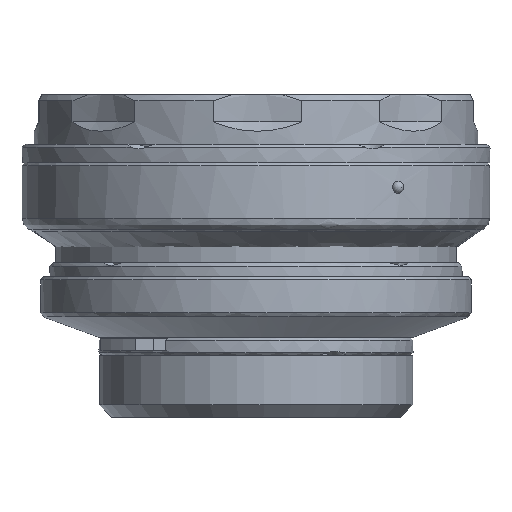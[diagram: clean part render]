
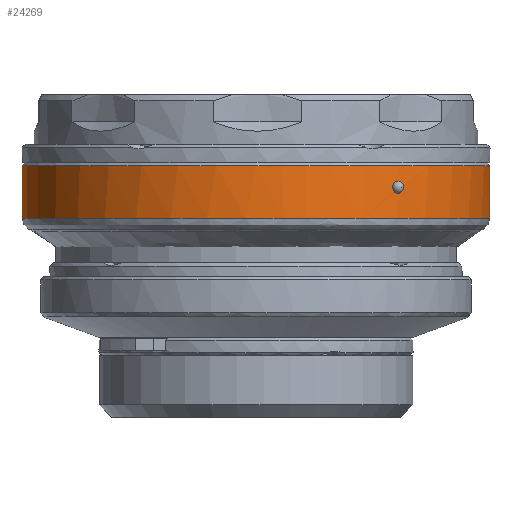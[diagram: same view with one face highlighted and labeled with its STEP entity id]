
A CAD part, left-side view. The second image highlights one B-rep face of the part: STEP entity #24269.
In plain terms, the highlighted cylindrical face has radius 38 mm (diameter 76 mm), a full revolution.
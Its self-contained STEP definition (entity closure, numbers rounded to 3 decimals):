
#941=B_SPLINE_CURVE_WITH_KNOTS('',3,(#54968,#54969,#54970,#54971,#54972,
#54973,#54974,#54975,#54976,#54977,#54978,#54979,#54980,#54981,#54982,#54983,
#54984,#54985,#54986,#54987,#54988,#54989,#54990,#54991,#54992,#54993,#54994,
#54995,#54996,#54997,#54998,#54999,#55000,#55001,#55002,#55003,#55004,#55005,
#55006,#55007,#55008,#55009,#55010,#55011,#55012,#55013,#55014,#55015,#55016,
#55017,#55018,#55019,#55020,#55021,#55022,#55023),.UNSPECIFIED.,.T.,.F.,
(1,1,1,1,1,1,1,1,1,1,1,1,1,1,1,1,1,1,1,1,1,1,1,1,1,1,1,1,1,1,1,1,1,1,1,
1,1,1,1,1,1,1,1,1,1,1,1,1,1,1,1,1,1,1,1,1,1,1,1,1),(-0.011,
-0.007,-0.004,0.,0.004,
0.007,0.015,0.022,0.026,
0.03,0.034,0.037,0.041,
0.045,0.048,0.052,0.06,
0.063,0.067,0.071,0.074,
0.078,0.082,0.086,0.089,
0.097,0.104,0.112,0.115,
0.119,0.127,0.13,0.134,
0.138,0.142,0.145,0.149,
0.156,0.164,0.171,0.175,0.179,
0.182,0.186,0.19,0.194,
0.197,0.201,0.209,0.212,
0.216,0.22,0.223,0.227,
0.231,0.235,0.238,0.242,
0.246,0.253),.UNSPECIFIED.);
#942=B_SPLINE_CURVE_WITH_KNOTS('',3,(#55025,#55026,#55027,#55028,#55029,
#55030,#55031,#55032,#55033,#55034,#55035),.UNSPECIFIED.,.T.,.F.,(1,1,1,
1,1,1,1,1,1,1,1,1,1,1,1),(-0.002,-0.002,-0.001,
0.,0.001,0.002,0.002,
0.003,0.004,0.005,0.005,
0.006,0.007,0.008,0.009),
 .UNSPECIFIED.);
#1372=CYLINDRICAL_SURFACE('',#29372,38.);
#2547=CIRCLE('',#29371,38.);
#9007=ORIENTED_EDGE('',*,*,#12524,.T.);
#9008=ORIENTED_EDGE('',*,*,#12523,.T.);
#9009=ORIENTED_EDGE('',*,*,#12525,.T.);
#12523=EDGE_CURVE('',#14875,#14875,#2547,.T.);
#12524=EDGE_CURVE('',#14876,#14876,#941,.T.);
#12525=EDGE_CURVE('',#14877,#14877,#942,.F.);
#14875=VERTEX_POINT('',#54966);
#14876=VERTEX_POINT('',#55024);
#14877=VERTEX_POINT('',#55036);
#20122=EDGE_LOOP('',(#9007));
#20123=EDGE_LOOP('',(#9008));
#20124=EDGE_LOOP('',(#9009));
#22042=FACE_BOUND('',#20122,.T.);
#22043=FACE_BOUND('',#20123,.T.);
#22044=FACE_BOUND('',#20124,.T.);
#24269=ADVANCED_FACE('',(#22042,#22043,#22044),#1372,.T.);
#29371=AXIS2_PLACEMENT_3D('',#54965,#36231,#36232);
#29372=AXIS2_PLACEMENT_3D('',#54967,#36233,#36234);
#36231=DIRECTION('',(0.,0.,-1.));
#36232=DIRECTION('',(-1.,0.,0.));
#36233=DIRECTION('',(0.,0.,1.));
#36234=DIRECTION('',(1.,0.,0.));
#54965=CARTESIAN_POINT('',(0.,0.,10.85));
#54966=CARTESIAN_POINT('',(-38.,0.,10.85));
#54967=CARTESIAN_POINT('',(0.,0.,-143.));
#54968=CARTESIAN_POINT('',(-37.171,-8.184,2.286));
#54969=CARTESIAN_POINT('',(-36.179,-11.826,2.286));
#54970=CARTESIAN_POINT('',(-34.838,-15.327,2.286));
#54971=CARTESIAN_POINT('',(-32.623,-19.765,2.286));
#54972=CARTESIAN_POINT('',(-29.004,-24.927,2.286));
#54973=CARTESIAN_POINT('',(-24.542,-29.2,2.286));
#54974=CARTESIAN_POINT('',(-20.438,-32.109,2.286));
#54975=CARTESIAN_POINT('',(-17.208,-33.947,2.286));
#54976=CARTESIAN_POINT('',(-13.822,-35.463,2.286));
#54977=CARTESIAN_POINT('',(-10.254,-36.655,2.286));
#54978=CARTESIAN_POINT('',(-6.607,-37.483,2.286));
#54979=CARTESIAN_POINT('',(-2.928,-37.947,2.286));
#54980=CARTESIAN_POINT('',(0.8,-38.054,2.286));
#54981=CARTESIAN_POINT('',(5.813,-37.697,2.286));
#54982=CARTESIAN_POINT('',(10.627,-36.633,2.286));
#54983=CARTESIAN_POINT('',(15.321,-34.842,2.286));
#54984=CARTESIAN_POINT('',(18.658,-33.173,2.286));
#54985=CARTESIAN_POINT('',(21.798,-31.2,2.286));
#54986=CARTESIAN_POINT('',(24.754,-28.913,2.286));
#54987=CARTESIAN_POINT('',(27.488,-26.326,2.286));
#54988=CARTESIAN_POINT('',(29.919,-23.524,2.286));
#54989=CARTESIAN_POINT('',(32.072,-20.496,2.286));
#54990=CARTESIAN_POINT('',(34.566,-16.127,2.286));
#54991=CARTESIAN_POINT('',(36.812,-10.371,2.286));
#54992=CARTESIAN_POINT('',(38.133,-2.922,2.286));
#54993=CARTESIAN_POINT('',(38.005,3.252,2.286));
#54994=CARTESIAN_POINT('',(37.165,8.213,2.286));
#54995=CARTESIAN_POINT('',(35.855,13.011,2.286));
#54996=CARTESIAN_POINT('',(33.824,17.629,2.286));
#54997=CARTESIAN_POINT('',(31.181,21.825,2.286));
#54998=CARTESIAN_POINT('',(28.883,24.789,2.286));
#54999=CARTESIAN_POINT('',(26.299,27.513,2.286));
#55000=CARTESIAN_POINT('',(23.496,29.942,2.286));
#55001=CARTESIAN_POINT('',(20.462,32.094,2.286));
#55002=CARTESIAN_POINT('',(16.09,34.583,2.286));
#55003=CARTESIAN_POINT('',(10.335,36.822,2.286));
#55004=CARTESIAN_POINT('',(2.885,38.136,2.286));
#55005=CARTESIAN_POINT('',(-3.293,38.001,2.286));
#55006=CARTESIAN_POINT('',(-8.252,37.157,2.286));
#55007=CARTESIAN_POINT('',(-11.834,36.173,2.286));
#55008=CARTESIAN_POINT('',(-15.301,34.851,2.286));
#55009=CARTESIAN_POINT('',(-18.669,33.169,2.286));
#55010=CARTESIAN_POINT('',(-21.83,31.178,2.286));
#55011=CARTESIAN_POINT('',(-24.76,28.905,2.286));
#55012=CARTESIAN_POINT('',(-27.474,26.342,2.286));
#55013=CARTESIAN_POINT('',(-30.765,22.548,2.286));
#55014=CARTESIAN_POINT('',(-33.417,18.391,2.286));
#55015=CARTESIAN_POINT('',(-35.471,13.803,2.286));
#55016=CARTESIAN_POINT('',(-36.649,10.266,2.286));
#55017=CARTESIAN_POINT('',(-37.475,6.651,2.286));
#55018=CARTESIAN_POINT('',(-37.948,2.939,2.286));
#55019=CARTESIAN_POINT('',(-38.052,-0.819,2.286));
#55020=CARTESIAN_POINT('',(-37.791,-4.52,2.286));
#55021=CARTESIAN_POINT('',(-37.171,-8.184,2.286));
#55022=CARTESIAN_POINT('',(-36.179,-11.826,2.286));
#55023=CARTESIAN_POINT('',(-34.838,-15.327,2.286));
#55024=CARTESIAN_POINT('',(-36.121,-11.802,2.286));
#55025=CARTESIAN_POINT('',(-29.761,-23.631,6.565));
#55026=CARTESIAN_POINT('',(-29.556,-23.884,7.35));
#55027=CARTESIAN_POINT('',(-29.761,-23.631,8.134));
#55028=CARTESIAN_POINT('',(-30.242,-23.014,8.458));
#55029=CARTESIAN_POINT('',(-30.709,-22.384,8.134));
#55030=CARTESIAN_POINT('',(-30.898,-22.12,7.35));
#55031=CARTESIAN_POINT('',(-30.71,-22.383,6.567));
#55032=CARTESIAN_POINT('',(-30.244,-23.013,6.242));
#55033=CARTESIAN_POINT('',(-29.761,-23.631,6.565));
#55034=CARTESIAN_POINT('',(-29.556,-23.884,7.35));
#55035=CARTESIAN_POINT('',(-29.761,-23.631,8.134));
#55036=CARTESIAN_POINT('',(-29.624,-23.799,7.35));
